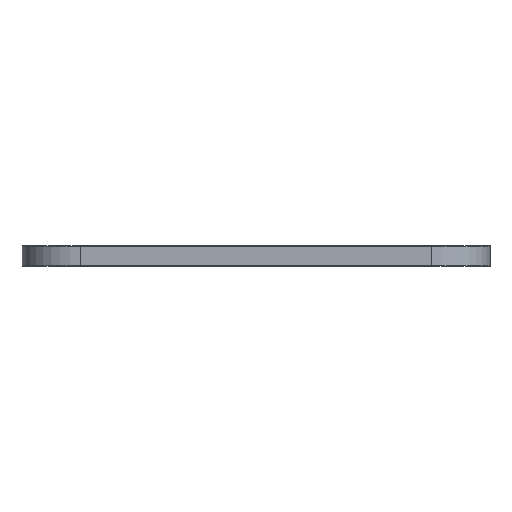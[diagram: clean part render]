
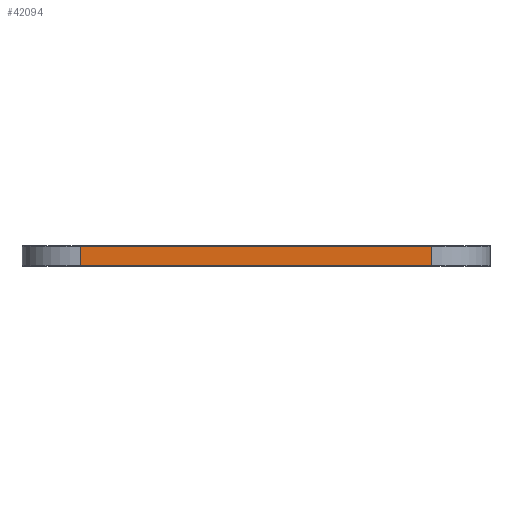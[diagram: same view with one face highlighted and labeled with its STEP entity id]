
A CAD part, left-side view. The second image highlights one B-rep face of the part: STEP entity #42094.
In plain terms, the highlighted planar face has unit normal (-1, 0, 0).
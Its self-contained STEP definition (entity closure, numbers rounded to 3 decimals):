
#41473 = VERTEX_POINT('',#41474);
#41474 = CARTESIAN_POINT('',(-35.75,21.,0.));
#41481 = EDGE_CURVE('',#41482,#41473,#41484,.T.);
#41482 = VERTEX_POINT('',#41483);
#41483 = CARTESIAN_POINT('',(-35.75,3.,0.));
#41484 = LINE('',#41485,#41486);
#41485 = CARTESIAN_POINT('',(-35.75,3.,0.));
#41486 = VECTOR('',#41487,1.);
#41487 = DIRECTION('',(0.,1.,0.));
#41757 = VERTEX_POINT('',#41758);
#41758 = CARTESIAN_POINT('',(-35.75,21.,1.));
#41765 = EDGE_CURVE('',#41766,#41757,#41768,.T.);
#41766 = VERTEX_POINT('',#41767);
#41767 = CARTESIAN_POINT('',(-35.75,3.,1.));
#41768 = LINE('',#41769,#41770);
#41769 = CARTESIAN_POINT('',(-35.75,3.,1.));
#41770 = VECTOR('',#41771,1.);
#41771 = DIRECTION('',(0.,1.,0.));
#42064 = EDGE_CURVE('',#41473,#41757,#42065,.T.);
#42065 = LINE('',#42066,#42067);
#42066 = CARTESIAN_POINT('',(-35.75,21.,0.));
#42067 = VECTOR('',#42068,1.);
#42068 = DIRECTION('',(0.,0.,1.));
#42094 = ADVANCED_FACE('',(#42095),#42106,.T.);
#42095 = FACE_BOUND('',#42096,.T.);
#42096 = EDGE_LOOP('',(#42097,#42103,#42104,#42105));
#42097 = ORIENTED_EDGE('',*,*,#42098,.T.);
#42098 = EDGE_CURVE('',#41482,#41766,#42099,.T.);
#42099 = LINE('',#42100,#42101);
#42100 = CARTESIAN_POINT('',(-35.75,3.,0.));
#42101 = VECTOR('',#42102,1.);
#42102 = DIRECTION('',(0.,0.,1.));
#42103 = ORIENTED_EDGE('',*,*,#41765,.T.);
#42104 = ORIENTED_EDGE('',*,*,#42064,.F.);
#42105 = ORIENTED_EDGE('',*,*,#41481,.F.);
#42106 = PLANE('',#42107);
#42107 = AXIS2_PLACEMENT_3D('',#42108,#42109,#42110);
#42108 = CARTESIAN_POINT('',(-35.75,3.,0.));
#42109 = DIRECTION('',(-1.,0.,0.));
#42110 = DIRECTION('',(0.,1.,0.));
